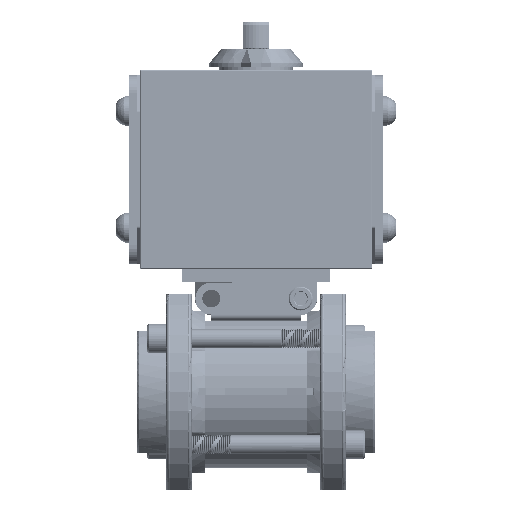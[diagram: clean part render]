
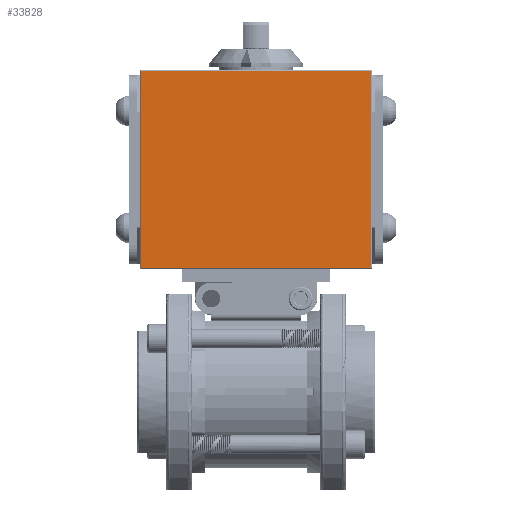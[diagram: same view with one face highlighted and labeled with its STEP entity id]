
A CAD part, top view. The second image highlights one B-rep face of the part: STEP entity #33828.
In plain terms, the highlighted planar face has unit normal (0, 0, 1).
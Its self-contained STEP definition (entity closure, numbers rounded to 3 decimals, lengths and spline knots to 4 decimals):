
#5311 = VERTEX_POINT ( 'NONE', #27517 ) ;
#9797 = CARTESIAN_POINT ( 'NONE',  ( -2.273, 6.283, 1.55 ) ) ;
#10607 = VERTEX_POINT ( 'NONE', #93809 ) ;
#12011 = PLANE ( 'NONE',  #19416 ) ;
#19416 = AXIS2_PLACEMENT_3D ( 'NONE', #83562, #112467, #26415 ) ;
#24491 = FACE_OUTER_BOUND ( 'NONE', #186704, .T. ) ;
#26415 = DIRECTION ( 'NONE',  ( 0., -1., 0. ) ) ;
#27517 = CARTESIAN_POINT ( 'NONE',  ( -2.253, 6.283, 1.55 ) ) ;
#30778 = VERTEX_POINT ( 'NONE', #60978 ) ;
#33828 = ADVANCED_FACE ( 'NONE', ( #24491 ), #12011, .F. ) ;
#36579 = LINE ( 'NONE', #9797, #70232 ) ;
#42765 = ORIENTED_EDGE ( 'NONE', *, *, #129046, .T. ) ;
#55318 = EDGE_CURVE ( 'NONE', #30778, #10607, #156458, .T. ) ;
#60329 = VECTOR ( 'NONE', #184498, 39.3701 ) ;
#60978 = CARTESIAN_POINT ( 'NONE',  ( 2.253, 2.423, 1.55 ) ) ;
#62965 = EDGE_CURVE ( 'NONE', #5311, #140244, #167257, .T. ) ;
#66058 = ORIENTED_EDGE ( 'NONE', *, *, #158666, .T. ) ;
#70232 = VECTOR ( 'NONE', #139243, 39.3701 ) ;
#75295 = VECTOR ( 'NONE', #78031, 39.3701 ) ;
#78031 = DIRECTION ( 'NONE',  ( 0., 1., 0. ) ) ;
#83562 = CARTESIAN_POINT ( 'NONE',  ( -2.273, 6.303, 1.55 ) ) ;
#91856 = CARTESIAN_POINT ( 'NONE',  ( 2.253, 6.303, 1.55 ) ) ;
#93181 = DIRECTION ( 'NONE',  ( 0., -1., 0. ) ) ;
#93380 = ORIENTED_EDGE ( 'NONE', *, *, #62965, .T. ) ;
#93809 = CARTESIAN_POINT ( 'NONE',  ( 2.253, 6.283, 1.55 ) ) ;
#112467 = DIRECTION ( 'NONE',  ( 0., 0., -1. ) ) ;
#126521 = CARTESIAN_POINT ( 'NONE',  ( -2.273, 2.423, 1.55 ) ) ;
#129046 = EDGE_CURVE ( 'NONE', #140244, #30778, #136784, .T. ) ;
#136784 = LINE ( 'NONE', #126521, #60329 ) ;
#139243 = DIRECTION ( 'NONE',  ( -1., 0., 0. ) ) ;
#140244 = VERTEX_POINT ( 'NONE', #154759 ) ;
#154759 = CARTESIAN_POINT ( 'NONE',  ( -2.253, 2.423, 1.55 ) ) ;
#156458 = LINE ( 'NONE', #91856, #75295 ) ;
#158666 = EDGE_CURVE ( 'NONE', #10607, #5311, #36579, .T. ) ;
#160065 = ORIENTED_EDGE ( 'NONE', *, *, #55318, .T. ) ;
#162737 = VECTOR ( 'NONE', #93181, 39.3701 ) ;
#165061 = CARTESIAN_POINT ( 'NONE',  ( -2.253, 2.403, 1.55 ) ) ;
#167257 = LINE ( 'NONE', #165061, #162737 ) ;
#184498 = DIRECTION ( 'NONE',  ( 1., 0., 0. ) ) ;
#186704 = EDGE_LOOP ( 'NONE', ( #160065, #66058, #93380, #42765 ) ) ;
